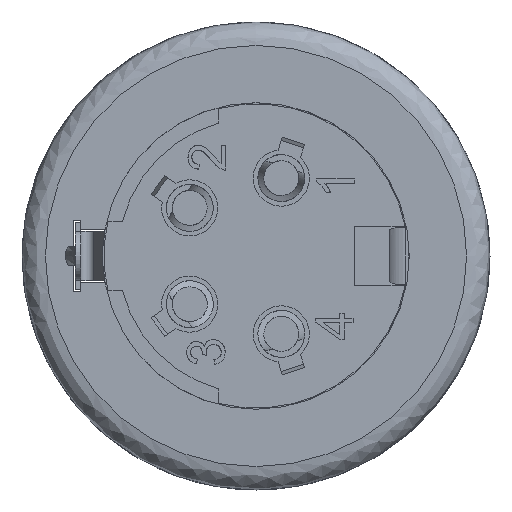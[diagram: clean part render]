
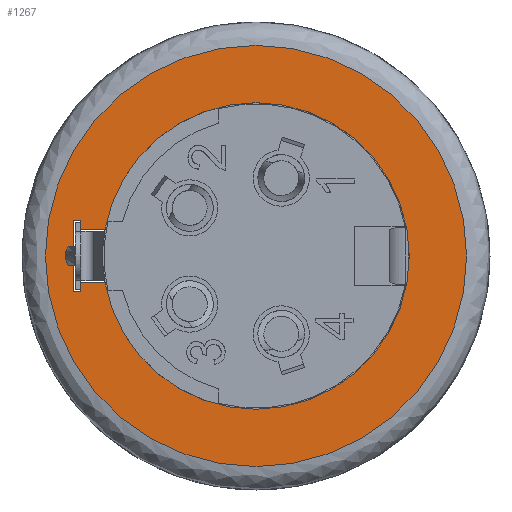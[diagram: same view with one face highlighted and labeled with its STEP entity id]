
A CAD part, left-side view. The second image highlights one B-rep face of the part: STEP entity #1267.
In plain terms, the highlighted planar face has unit normal (-1, 0, 0).
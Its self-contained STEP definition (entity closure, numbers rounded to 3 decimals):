
#902=FACE_BOUND('',#2027,.T.);
#903=FACE_BOUND('',#2028,.T.);
#1075=PLANE('',#7779);
#1267=ADVANCED_FACE('',(#902,#903),#1075,.T.);
#2027=EDGE_LOOP('',(#3831));
#2028=EDGE_LOOP('',(#3832,#3833,#3834,#3835,#3836,#3837,#3838,#3839,#3840,
#3841,#3842,#3843,#3844));
#2523=LINE('',#15221,#3016);
#2527=LINE('',#15229,#3020);
#2530=LINE('',#15252,#3023);
#2531=LINE('',#15253,#3024);
#2532=LINE('',#15255,#3025);
#2533=LINE('',#15257,#3026);
#2534=LINE('',#15263,#3027);
#2535=LINE('',#15265,#3028);
#2536=LINE('',#15267,#3029);
#2537=LINE('',#15268,#3030);
#3016=VECTOR('',#8316,1.);
#3020=VECTOR('',#8320,1.);
#3023=VECTOR('',#8333,1.);
#3024=VECTOR('',#8334,1.);
#3025=VECTOR('',#8335,1.);
#3026=VECTOR('',#8336,1.);
#3027=VECTOR('',#8341,1.);
#3028=VECTOR('',#8342,1.);
#3029=VECTOR('',#8343,1.);
#3030=VECTOR('',#8344,1.);
#3449=CIRCLE('',#7776,9.);
#3450=CIRCLE('',#7777,6.55);
#3451=CIRCLE('',#7778,6.55);
#3831=ORIENTED_EDGE('',*,*,#6560,.T.);
#3832=ORIENTED_EDGE('',*,*,#6561,.T.);
#3833=ORIENTED_EDGE('',*,*,#6562,.T.);
#3834=ORIENTED_EDGE('',*,*,#6550,.T.);
#3835=ORIENTED_EDGE('',*,*,#6563,.T.);
#3836=ORIENTED_EDGE('',*,*,#6564,.T.);
#3837=ORIENTED_EDGE('',*,*,#6565,.T.);
#3838=ORIENTED_EDGE('',*,*,#6566,.T.);
#3839=ORIENTED_EDGE('',*,*,#6567,.T.);
#3840=ORIENTED_EDGE('',*,*,#6568,.T.);
#3841=ORIENTED_EDGE('',*,*,#6569,.T.);
#3842=ORIENTED_EDGE('',*,*,#6570,.T.);
#3843=ORIENTED_EDGE('',*,*,#6554,.T.);
#3844=ORIENTED_EDGE('',*,*,#6571,.T.);
#5828=VERTEX_POINT('',#15219);
#5830=VERTEX_POINT('',#15222);
#5833=VERTEX_POINT('',#15228);
#5834=VERTEX_POINT('',#15230);
#5838=VERTEX_POINT('',#15245);
#5839=VERTEX_POINT('',#15250);
#5840=VERTEX_POINT('',#15251);
#5841=VERTEX_POINT('',#15254);
#5842=VERTEX_POINT('',#15256);
#5843=VERTEX_POINT('',#15258);
#5844=VERTEX_POINT('',#15260);
#5845=VERTEX_POINT('',#15262);
#5846=VERTEX_POINT('',#15264);
#5847=VERTEX_POINT('',#15266);
#6550=EDGE_CURVE('',#5830,#5828,#2523,.T.);
#6554=EDGE_CURVE('',#5834,#5833,#2527,.T.);
#6560=EDGE_CURVE('',#5838,#5838,#3449,.T.);
#6561=EDGE_CURVE('',#5839,#5840,#7492,.T.);
#6562=EDGE_CURVE('',#5840,#5830,#2530,.T.);
#6563=EDGE_CURVE('',#5828,#5841,#2531,.T.);
#6564=EDGE_CURVE('',#5841,#5842,#2532,.T.);
#6565=EDGE_CURVE('',#5842,#5843,#2533,.T.);
#6566=EDGE_CURVE('',#5843,#5844,#3450,.T.);
#6567=EDGE_CURVE('',#5844,#5845,#3451,.T.);
#6568=EDGE_CURVE('',#5845,#5846,#2534,.T.);
#6569=EDGE_CURVE('',#5846,#5847,#2535,.T.);
#6570=EDGE_CURVE('',#5847,#5834,#2536,.T.);
#6571=EDGE_CURVE('',#5833,#5839,#2537,.T.);
#7492=B_SPLINE_CURVE_WITH_KNOTS('',3,(#15246,#15247,#15248,#15249),
 .UNSPECIFIED.,.F.,.F.,(4,4),(0.,1.),.UNSPECIFIED.);
#7776=AXIS2_PLACEMENT_3D('',#15244,#8331,#8332);
#7777=AXIS2_PLACEMENT_3D('',#15259,#8337,#8338);
#7778=AXIS2_PLACEMENT_3D('',#15261,#8339,#8340);
#7779=AXIS2_PLACEMENT_3D('',#15269,#8345,#8346);
#8316=DIRECTION('',(0.,0.,1.));
#8320=DIRECTION('',(0.,0.,1.));
#8331=DIRECTION('',(-1.,0.,0.));
#8332=DIRECTION('',(0.,0.,1.));
#8333=DIRECTION('',(0.,-1.,0.));
#8334=DIRECTION('',(0.,-1.,0.));
#8335=DIRECTION('',(0.,0.,-1.));
#8336=DIRECTION('',(0.,-1.,0.));
#8337=DIRECTION('',(1.,0.,0.));
#8338=DIRECTION('',(0.,0.984,0.176));
#8339=DIRECTION('',(1.,0.,0.));
#8340=DIRECTION('',(0.,0.,1.));
#8341=DIRECTION('',(0.,1.,0.));
#8342=DIRECTION('',(0.,0.,-1.));
#8343=DIRECTION('',(0.,1.,0.));
#8344=DIRECTION('',(0.,1.,0.));
#8345=DIRECTION('',(-1.,0.,0.));
#8346=DIRECTION('',(0.,-1.,0.));
#15219=CARTESIAN_POINT('',(-61.727,-20.015,1.5));
#15221=CARTESIAN_POINT('',(-61.727,-20.015,-1.5));
#15222=CARTESIAN_POINT('',(-61.727,-20.015,0.4));
#15228=CARTESIAN_POINT('',(-61.727,-20.015,-0.4));
#15229=CARTESIAN_POINT('',(-61.727,-20.015,-1.5));
#15230=CARTESIAN_POINT('',(-61.727,-20.015,-1.5));
#15244=CARTESIAN_POINT('',(-61.727,-27.815,0.));
#15245=CARTESIAN_POINT('',(-61.727,-27.815,9.));
#15246=CARTESIAN_POINT('',(-61.727,-19.812,-0.4));
#15247=CARTESIAN_POINT('',(-61.727,-19.619,-0.168));
#15248=CARTESIAN_POINT('',(-61.727,-19.614,0.163));
#15249=CARTESIAN_POINT('',(-61.727,-19.812,0.4));
#15250=CARTESIAN_POINT('',(-61.727,-19.812,-0.4));
#15251=CARTESIAN_POINT('',(-61.727,-19.812,0.4));
#15252=CARTESIAN_POINT('',(-61.727,-20.048,0.4));
#15253=CARTESIAN_POINT('',(-61.727,-20.015,1.5));
#15254=CARTESIAN_POINT('',(-61.727,-20.315,1.5));
#15255=CARTESIAN_POINT('',(-61.727,-20.315,1.5));
#15256=CARTESIAN_POINT('',(-61.727,-20.315,1.15));
#15257=CARTESIAN_POINT('',(-61.727,-20.315,1.15));
#15258=CARTESIAN_POINT('',(-61.727,-21.367,1.15));
#15259=CARTESIAN_POINT('',(-61.727,-27.815,0.));
#15260=CARTESIAN_POINT('',(-61.727,-27.815,6.55));
#15261=CARTESIAN_POINT('',(-61.727,-27.815,0.));
#15262=CARTESIAN_POINT('',(-61.727,-21.367,-1.15));
#15263=CARTESIAN_POINT('',(-61.727,-21.367,-1.15));
#15264=CARTESIAN_POINT('',(-61.727,-20.315,-1.15));
#15265=CARTESIAN_POINT('',(-61.727,-20.315,-1.15));
#15266=CARTESIAN_POINT('',(-61.727,-20.315,-1.5));
#15267=CARTESIAN_POINT('',(-61.727,-20.315,-1.5));
#15268=CARTESIAN_POINT('',(-61.727,-17.915,-0.4));
#15269=CARTESIAN_POINT('',(-61.727,-17.915,-9.9));
